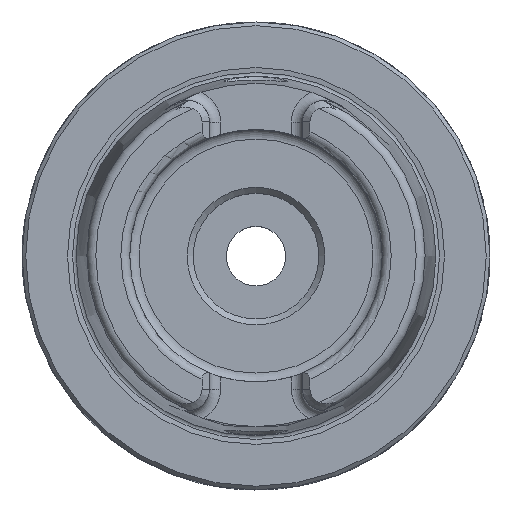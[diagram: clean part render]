
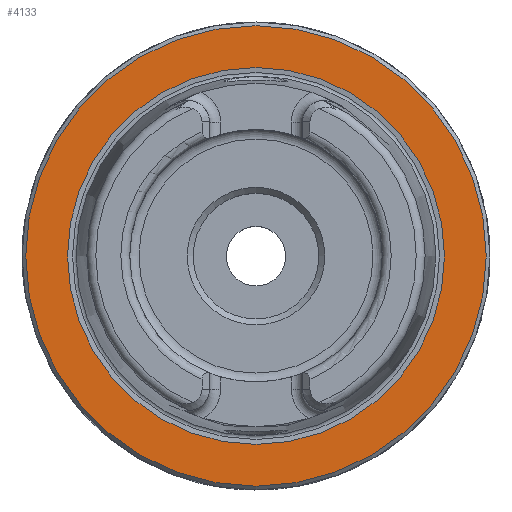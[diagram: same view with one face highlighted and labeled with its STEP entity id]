
A CAD part, top view. The second image highlights one B-rep face of the part: STEP entity #4133.
In plain terms, the highlighted planar face has unit normal (0, 0, 1).
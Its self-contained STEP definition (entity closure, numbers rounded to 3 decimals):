
#432=PLANE('',#4418);
#845=ORIENTED_EDGE('',*,*,#1426,.T.);
#846=ORIENTED_EDGE('',*,*,#1424,.F.);
#1424=EDGE_CURVE('',#1714,#1714,#1883,.T.);
#1426=EDGE_CURVE('',#1716,#1716,#1885,.T.);
#1714=VERTEX_POINT('',#6431);
#1716=VERTEX_POINT('',#6436);
#1883=CIRCLE('',#4416,25.373);
#1885=CIRCLE('',#4419,31.);
#2088=EDGE_LOOP('',(#845));
#2089=EDGE_LOOP('',(#846));
#2401=FACE_BOUND('',#2088,.T.);
#2402=FACE_BOUND('',#2089,.T.);
#4133=ADVANCED_FACE('',(#2401,#2402),#432,.T.);
#4416=AXIS2_PLACEMENT_3D('',#6430,#5046,#5047);
#4418=AXIS2_PLACEMENT_3D('',#6434,#5050,#5051);
#4419=AXIS2_PLACEMENT_3D('',#6435,#5052,#5053);
#5046=DIRECTION('',(0.,0.,1.));
#5047=DIRECTION('',(1.,0.,0.));
#5050=DIRECTION('',(0.,0.,1.));
#5051=DIRECTION('',(1.,0.,0.));
#5052=DIRECTION('',(0.,0.,1.));
#5053=DIRECTION('',(1.,0.,0.));
#6430=CARTESIAN_POINT('',(0.,0.,0.));
#6431=CARTESIAN_POINT('',(25.373,0.,0.));
#6434=CARTESIAN_POINT('',(31.,0.,0.));
#6435=CARTESIAN_POINT('',(0.,0.,0.));
#6436=CARTESIAN_POINT('',(31.,0.,0.));
